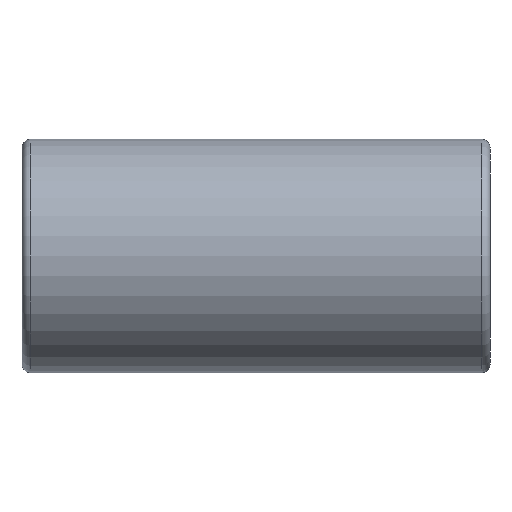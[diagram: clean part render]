
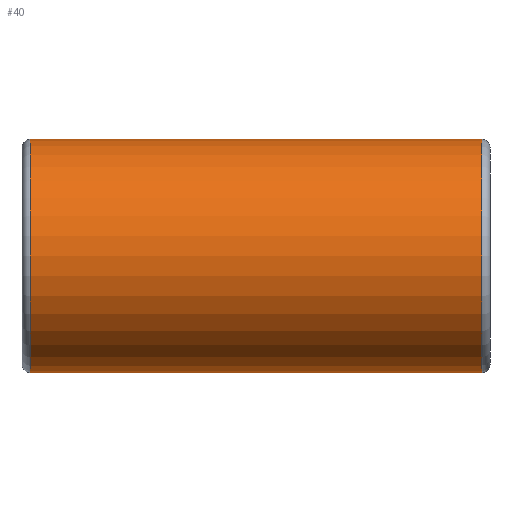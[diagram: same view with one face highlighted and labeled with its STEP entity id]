
A CAD part, front view. The second image highlights one B-rep face of the part: STEP entity #40.
In plain terms, the highlighted cylindrical face has radius 7.1 mm (diameter 14.2 mm), a full revolution.
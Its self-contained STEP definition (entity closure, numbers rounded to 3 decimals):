
#40 = ADVANCED_FACE( '', ( #81, #82 ), #83, .T. );
#81 = FACE_OUTER_BOUND( '', #120, .T. );
#82 = FACE_OUTER_BOUND( '', #121, .T. );
#83 = CYLINDRICAL_SURFACE( '', #122, 7.1 );
#120 = EDGE_LOOP( '', ( #161 ) );
#121 = EDGE_LOOP( '', ( #162 ) );
#122 = AXIS2_PLACEMENT_3D( '', #163, #164, #165 );
#161 = ORIENTED_EDGE( '', *, *, #194, .T. );
#162 = ORIENTED_EDGE( '', *, *, #195, .T. );
#163 = CARTESIAN_POINT( '', ( 14.25, 0., 0. ) );
#164 = DIRECTION( '', ( 1., 0., 0. ) );
#165 = DIRECTION( '', ( 0., 0., 1. ) );
#194 = EDGE_CURVE( '', #215, #215, #216, .F. );
#195 = EDGE_CURVE( '', #217, #217, #218, .T. );
#215 = VERTEX_POINT( '', #239 );
#216 = CIRCLE( '', #240, 7.1 );
#217 = VERTEX_POINT( '', #241 );
#218 = CIRCLE( '', #242, 7.1 );
#239 = CARTESIAN_POINT( '', ( -13.75, -7.1, 0. ) );
#240 = AXIS2_PLACEMENT_3D( '', #263, #264, #265 );
#241 = CARTESIAN_POINT( '', ( 13.75, -7.1, 0. ) );
#242 = AXIS2_PLACEMENT_3D( '', #266, #267, #268 );
#263 = CARTESIAN_POINT( '', ( -13.75, 0., 0. ) );
#264 = DIRECTION( '', ( -1., 0., 0. ) );
#265 = DIRECTION( '', ( 0., -1., 0. ) );
#266 = CARTESIAN_POINT( '', ( 13.75, 0., 0. ) );
#267 = DIRECTION( '', ( -1., 0., 0. ) );
#268 = DIRECTION( '', ( 0., -1., 0. ) );
